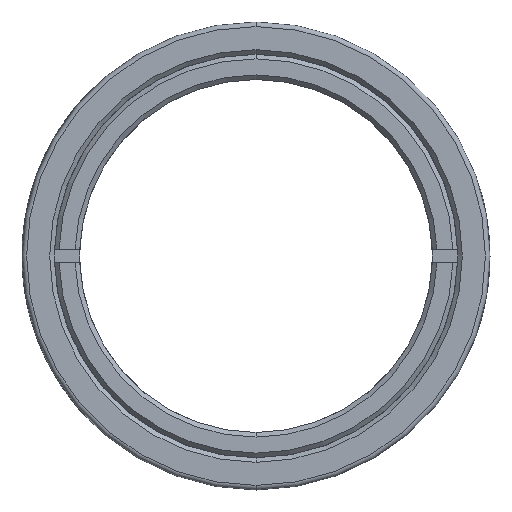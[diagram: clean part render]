
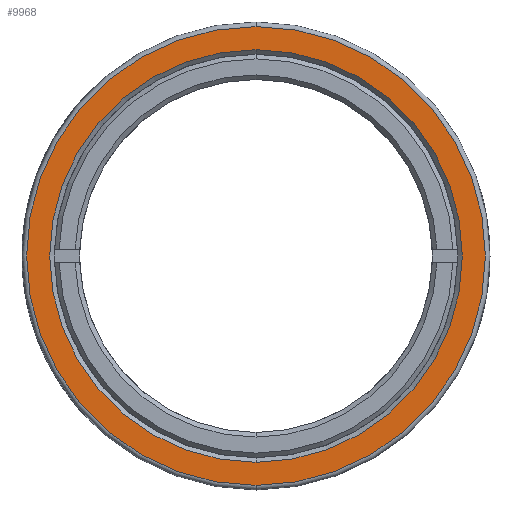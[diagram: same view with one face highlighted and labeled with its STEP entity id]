
A CAD part, front view. The second image highlights one B-rep face of the part: STEP entity #9968.
In plain terms, the highlighted planar face has unit normal (0, -1, 0).
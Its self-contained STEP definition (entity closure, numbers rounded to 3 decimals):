
#335 = DIRECTION ( 'NONE',  ( 0., 0., 1. ) ) ;
#1145 = ORIENTED_EDGE ( 'NONE', *, *, #24702, .T. ) ;
#1216 = AXIS2_PLACEMENT_3D ( 'NONE', #16847, #3242, #3384 ) ;
#1445 = EDGE_CURVE ( 'NONE', #10736, #27680, #28178, .T. ) ;
#2935 = CIRCLE ( 'NONE', #19301, 14.95 ) ;
#3057 = CIRCLE ( 'NONE', #1216, 14.95 ) ;
#3242 = DIRECTION ( 'NONE',  ( 0., -1., 0. ) ) ;
#3299 = ORIENTED_EDGE ( 'NONE', *, *, #1445, .T. ) ;
#3384 = DIRECTION ( 'NONE',  ( 0., 0., 1. ) ) ;
#3755 = FACE_BOUND ( 'NONE', #26448, .T. ) ;
#5800 = PLANE ( 'NONE',  #16068 ) ;
#7852 = VERTEX_POINT ( 'NONE', #9732 ) ;
#8140 = DIRECTION ( 'NONE',  ( 0., 1., 0. ) ) ;
#9663 = CARTESIAN_POINT ( 'NONE',  ( 15.419, 15.237, 4.764 ) ) ;
#9732 = CARTESIAN_POINT ( 'NONE',  ( 15.419, 15.237, 3.259 ) ) ;
#9968 = ADVANCED_FACE ( 'NONE', ( #3755, #26010 ), #5800, .F. ) ;
#10347 = CARTESIAN_POINT ( 'NONE',  ( 15.419, 15.237, 18.209 ) ) ;
#10381 = DIRECTION ( 'NONE',  ( 0., 0., 1. ) ) ;
#10736 = VERTEX_POINT ( 'NONE', #9663 ) ;
#13191 = ORIENTED_EDGE ( 'NONE', *, *, #14468, .T. ) ;
#13355 = DIRECTION ( 'NONE',  ( 0., -1., 0. ) ) ;
#14468 = EDGE_CURVE ( 'NONE', #7852, #15572, #2935, .T. ) ;
#15066 = CARTESIAN_POINT ( 'NONE',  ( 15.419, 15.237, 18.209 ) ) ;
#15572 = VERTEX_POINT ( 'NONE', #21258 ) ;
#15578 = AXIS2_PLACEMENT_3D ( 'NONE', #26729, #16158, #25077 ) ;
#16068 = AXIS2_PLACEMENT_3D ( 'NONE', #10347, #8140, #21622 ) ;
#16158 = DIRECTION ( 'NONE',  ( 0., 1., 0. ) ) ;
#16847 = CARTESIAN_POINT ( 'NONE',  ( 15.419, 15.237, 18.209 ) ) ;
#19301 = AXIS2_PLACEMENT_3D ( 'NONE', #24609, #13355, #335 ) ;
#19883 = AXIS2_PLACEMENT_3D ( 'NONE', #15066, #26042, #10381 ) ;
#20388 = EDGE_CURVE ( 'NONE', #15572, #7852, #3057, .T. ) ;
#21258 = CARTESIAN_POINT ( 'NONE',  ( 15.419, 15.237, 33.159 ) ) ;
#21622 = DIRECTION ( 'NONE',  ( 1., 0., 0. ) ) ;
#21949 = EDGE_LOOP ( 'NONE', ( #23888, #13191 ) ) ;
#23888 = ORIENTED_EDGE ( 'NONE', *, *, #20388, .T. ) ;
#24609 = CARTESIAN_POINT ( 'NONE',  ( 15.419, 15.237, 18.209 ) ) ;
#24702 = EDGE_CURVE ( 'NONE', #27680, #10736, #24996, .T. ) ;
#24996 = CIRCLE ( 'NONE', #19883, 13.445 ) ;
#25077 = DIRECTION ( 'NONE',  ( 0., 0., 1. ) ) ;
#25104 = CARTESIAN_POINT ( 'NONE',  ( 15.419, 15.237, 31.654 ) ) ;
#26010 = FACE_OUTER_BOUND ( 'NONE', #21949, .T. ) ;
#26042 = DIRECTION ( 'NONE',  ( 0., 1., 0. ) ) ;
#26448 = EDGE_LOOP ( 'NONE', ( #3299, #1145 ) ) ;
#26729 = CARTESIAN_POINT ( 'NONE',  ( 15.419, 15.237, 18.209 ) ) ;
#27680 = VERTEX_POINT ( 'NONE', #25104 ) ;
#28178 = CIRCLE ( 'NONE', #15578, 13.445 ) ;
